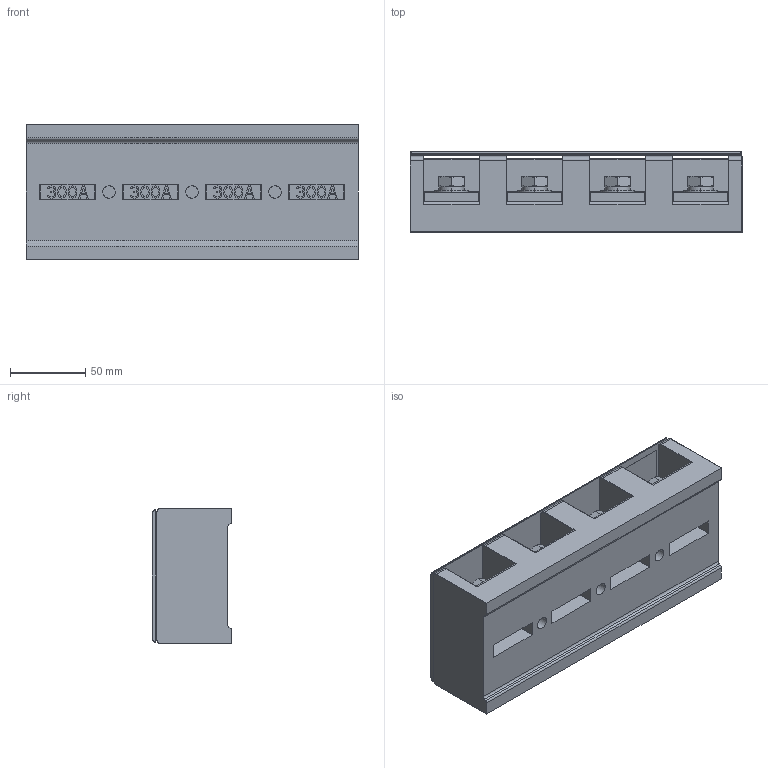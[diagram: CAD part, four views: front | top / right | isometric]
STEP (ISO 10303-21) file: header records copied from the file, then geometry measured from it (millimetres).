
FILE_DESCRIPTION((''),'2;1');
FILE_NAME('5YB574321_SW0001','2023-07-22T',('Administrator'),(''),'PRO/ENGINEER BY PARAMETRIC TECHNOLOGY CORPORATION, 2013230','PRO/ENGINEER BY PARAMETRIC TECHNOLOGY CORPORATION, 2013230','');
FILE_SCHEMA(('CONFIG_CONTROL_DESIGN'));
Products named in the file (1): 5YB574321_SW0001
Bounding box: 220 x 53 x 90 mm (x, y, z)
Volume: 672316.4 mm3; surface area: 156853 mm2
Topology: 1 solids, 17 shells, 1939 faces, 5879 edges, 4072 vertices
Faces by surface type: plane 1449, cylinder 334, cone 80, torus 60, sphere 16
Entity records: 82055 total; most frequent: CARTESIAN_POINT 14477, ORIENTED_EDGE 11694, DIRECTION 10115, EDGE_CURVE 5847, VECTOR 4669, LINE 4669, VERTEX_POINT 4072, AXIS2_PLACEMENT_3D 2723
